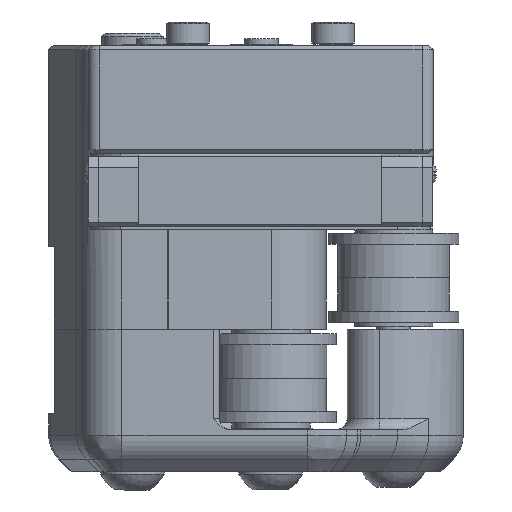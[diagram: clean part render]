
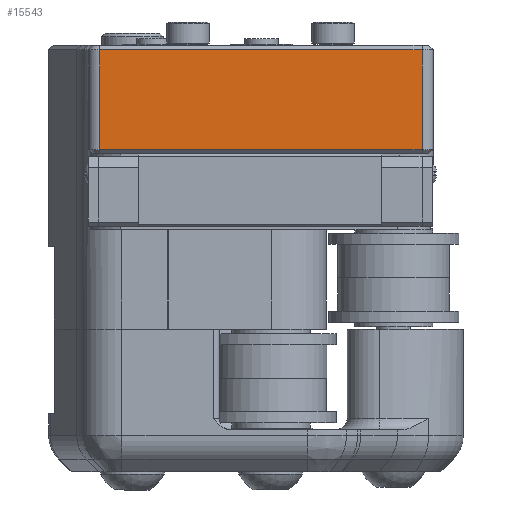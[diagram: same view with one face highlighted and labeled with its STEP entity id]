
A CAD part, left-side view. The second image highlights one B-rep face of the part: STEP entity #15543.
In plain terms, the highlighted face is planar.
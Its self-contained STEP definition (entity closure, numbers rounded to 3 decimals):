
#1039=PLANE('',#16800);
#1714=FACE_OUTER_BOUND('',#2653,.T.);
#2653=EDGE_LOOP('',(#11949,#11950,#11951,#11952));
#3905=LINE('',#24097,#5185);
#3937=LINE('',#24206,#5217);
#3943=LINE('',#24221,#5223);
#3944=LINE('',#24223,#5224);
#5185=VECTOR('',#19376,10.);
#5217=VECTOR('',#19490,10.);
#5223=VECTOR('',#19506,10.);
#5224=VECTOR('',#19509,10.);
#7099=VERTEX_POINT('',#24088);
#7101=VERTEX_POINT('',#24094);
#7137=VERTEX_POINT('',#24205);
#7141=VERTEX_POINT('',#24219);
#8824=EDGE_CURVE('',#7101,#7099,#3905,.T.);
#8878=EDGE_CURVE('',#7101,#7137,#3937,.T.);
#8886=EDGE_CURVE('',#7141,#7099,#3943,.T.);
#8887=EDGE_CURVE('',#7137,#7141,#3944,.T.);
#11949=ORIENTED_EDGE('',*,*,#8824,.T.);
#11950=ORIENTED_EDGE('',*,*,#8886,.F.);
#11951=ORIENTED_EDGE('',*,*,#8887,.F.);
#11952=ORIENTED_EDGE('',*,*,#8878,.F.);
#15543=ADVANCED_FACE('',(#1714),#1039,.T.);
#16800=AXIS2_PLACEMENT_3D('',#24222,#19507,#19508);
#19376=DIRECTION('',(1.,0.,0.));
#19490=DIRECTION('',(0.,0.,-1.));
#19506=DIRECTION('',(0.,0.,1.));
#19507=DIRECTION('center_axis',(0.,1.,0.));
#19508=DIRECTION('ref_axis',(0.,0.,1.));
#19509=DIRECTION('',(1.,0.,0.));
#24088=CARTESIAN_POINT('',(14.541,-10.238,-1.77));
#24094=CARTESIAN_POINT('',(-14.359,-10.238,-1.77));
#24097=CARTESIAN_POINT('',(-4.517,-10.238,-1.77));
#24205=CARTESIAN_POINT('',(-14.359,-10.238,-10.7));
#24206=CARTESIAN_POINT('',(-14.359,-10.238,-11.1));
#24219=CARTESIAN_POINT('',(14.541,-10.238,-10.7));
#24221=CARTESIAN_POINT('',(14.541,-10.238,-11.1));
#24222=CARTESIAN_POINT('Origin',(-7.859,-10.238,-11.1));
#24223=CARTESIAN_POINT('',(-3.442,-10.238,-10.7));
